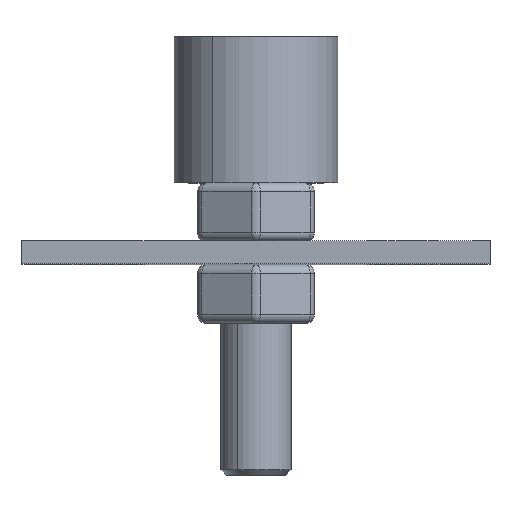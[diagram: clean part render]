
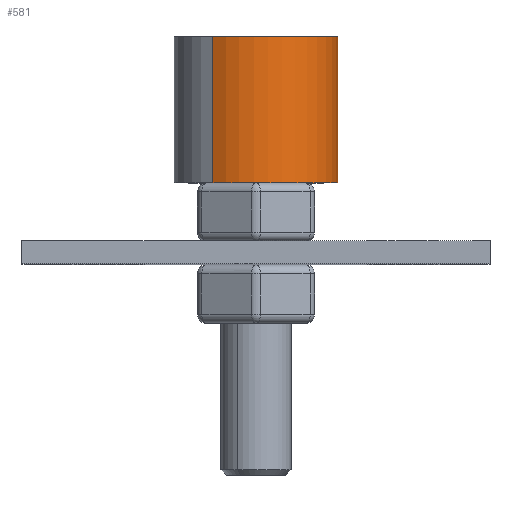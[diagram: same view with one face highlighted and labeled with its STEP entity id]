
A CAD part, top view. The second image highlights one B-rep face of the part: STEP entity #581.
In plain terms, the highlighted cylindrical face has radius 7 mm (diameter 14 mm), a partial arc.
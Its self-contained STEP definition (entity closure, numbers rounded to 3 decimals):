
#47 = DIRECTION ( 'NONE',  ( 0., 0., -1. ) ) ;
#148 = AXIS2_PLACEMENT_3D ( 'NONE', #578, #382, #1993 ) ;
#151 = CARTESIAN_POINT ( 'NONE',  ( 0., -2.937, 0. ) ) ;
#200 = VERTEX_POINT ( 'NONE', #1920 ) ;
#285 = EDGE_CURVE ( 'NONE', #200, #1439, #1966, .T. ) ;
#305 = ORIENTED_EDGE ( 'NONE', *, *, #1747, .T. ) ;
#382 = DIRECTION ( 'NONE',  ( 0., -1., 0. ) ) ;
#392 = ORIENTED_EDGE ( 'NONE', *, *, #1372, .T. ) ;
#529 = CARTESIAN_POINT ( 'NONE',  ( 0., 0., 7. ) ) ;
#550 = LINE ( 'NONE', #1630, #945 ) ;
#572 = CIRCLE ( 'NONE', #2233, 7. ) ;
#578 = CARTESIAN_POINT ( 'NONE',  ( 0., 0., 0. ) ) ;
#581 = ADVANCED_FACE ( 'NONE', ( #1190 ), #1732, .T. ) ;
#602 = ORIENTED_EDGE ( 'NONE', *, *, #285, .F. ) ;
#604 = VECTOR ( 'NONE', #1443, 1000. ) ;
#678 = AXIS2_PLACEMENT_3D ( 'NONE', #151, #840, #1561 ) ;
#736 = CARTESIAN_POINT ( 'NONE',  ( 0., 12.5, 0. ) ) ;
#840 = DIRECTION ( 'NONE',  ( 0., -1., 0. ) ) ;
#945 = VECTOR ( 'NONE', #1459, 1000. ) ;
#1068 = CARTESIAN_POINT ( 'NONE',  ( 0., 0., -7. ) ) ;
#1190 = FACE_OUTER_BOUND ( 'NONE', #2224, .T. ) ;
#1242 = DIRECTION ( 'NONE',  ( 0., -1., 0. ) ) ;
#1348 = EDGE_CURVE ( 'NONE', #1439, #2017, #1944, .T. ) ;
#1372 = EDGE_CURVE ( 'NONE', #200, #1415, #572, .T. ) ;
#1415 = VERTEX_POINT ( 'NONE', #1822 ) ;
#1439 = VERTEX_POINT ( 'NONE', #529 ) ;
#1443 = DIRECTION ( 'NONE',  ( 0., -1., 0. ) ) ;
#1447 = ORIENTED_EDGE ( 'NONE', *, *, #1348, .F. ) ;
#1459 = DIRECTION ( 'NONE',  ( 0., -1., 0. ) ) ;
#1561 = DIRECTION ( 'NONE',  ( 0., 0., -1. ) ) ;
#1630 = CARTESIAN_POINT ( 'NONE',  ( 0., -2.937, -7. ) ) ;
#1732 = CYLINDRICAL_SURFACE ( 'NONE', #678, 7. ) ;
#1747 = EDGE_CURVE ( 'NONE', #1415, #2017, #550, .T. ) ;
#1804 = CARTESIAN_POINT ( 'NONE',  ( 0., -2.937, 7. ) ) ;
#1822 = CARTESIAN_POINT ( 'NONE',  ( 0., 12.5, -7. ) ) ;
#1920 = CARTESIAN_POINT ( 'NONE',  ( 0., 12.5, 7. ) ) ;
#1944 = CIRCLE ( 'NONE', #148, 7. ) ;
#1966 = LINE ( 'NONE', #1804, #604 ) ;
#1993 = DIRECTION ( 'NONE',  ( 0., 0., -1. ) ) ;
#2017 = VERTEX_POINT ( 'NONE', #1068 ) ;
#2224 = EDGE_LOOP ( 'NONE', ( #602, #392, #305, #1447 ) ) ;
#2233 = AXIS2_PLACEMENT_3D ( 'NONE', #736, #1242, #47 ) ;
